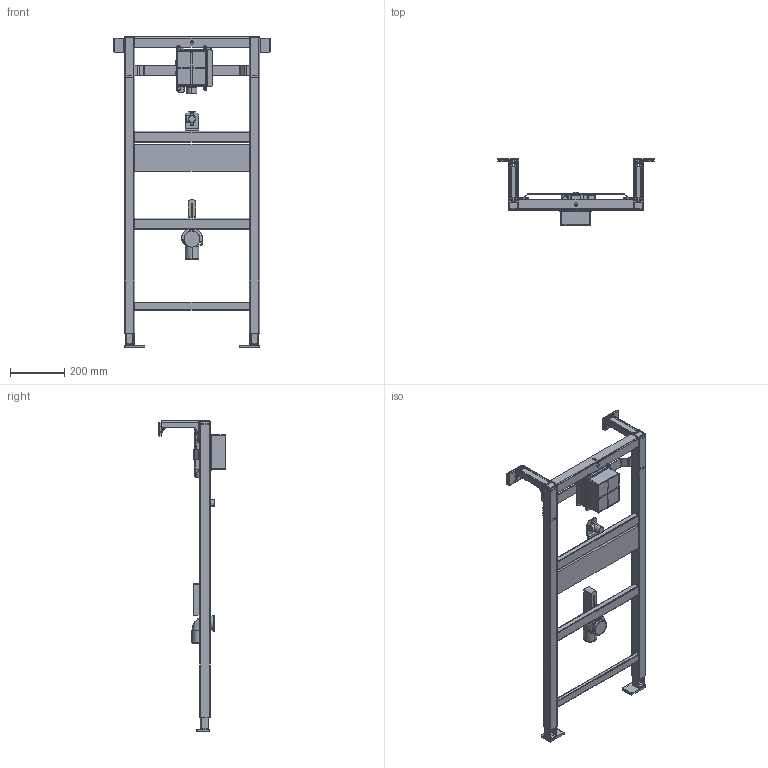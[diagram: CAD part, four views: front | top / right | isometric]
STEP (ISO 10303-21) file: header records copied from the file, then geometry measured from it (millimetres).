
FILE_DESCRIPTION(/* description */ (''),/* implementation_level */ '2;1');
FILE_NAME(/* name */ 'WD3004000000',/* time_stamp */ '2024-01-18T14:19:41+01:00',/* author */ (''),/* organization */ (''),/* preprocessor_version */ 'ST-DEVELOPER v15',/* originating_system */ '',/* authorisation */ '');
FILE_SCHEMA (('AUTOMOTIVE_DESIGN'));
Products named in the file (1): Document
Bounding box: 578.3 x 245.5 x 1148.02 mm (x, y, z)
Volume: 2290926.9 mm3; surface area: 1608046.9 mm2
Topology: 25 solids, 106 shells, 6341 faces, 17355 edges, 11225 vertices
Faces by surface type: plane 4098, bspline 2243
Entity records: 243382 total; most frequent: CARTESIAN_POINT 135050, ORIENTED_EDGE 34040, EDGE_CURVE 17266, B_SPLINE_CURVE_WITH_KNOTS 13610, VERTEX_POINT 11223, EDGE_LOOP 6602, ADVANCED_FACE 6341, FACE_OUTER_BOUND 6341
